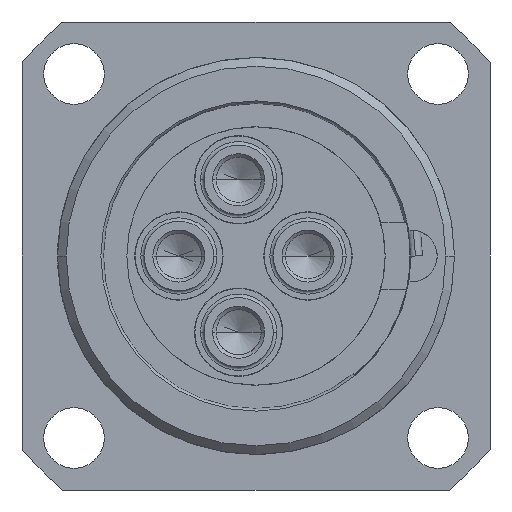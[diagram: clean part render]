
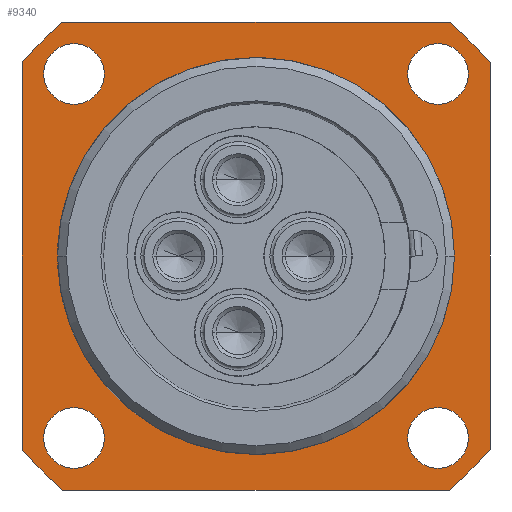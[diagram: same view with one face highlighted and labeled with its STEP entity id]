
A CAD part, left-side view. The second image highlights one B-rep face of the part: STEP entity #9340.
In plain terms, the highlighted planar face has unit normal (-1, 0, 0).
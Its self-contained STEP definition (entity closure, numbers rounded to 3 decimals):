
#1591=CARTESIAN_POINT('',(5.6,0.,0.));
#1592=DIRECTION('',(-1.,0.,0.));
#1593=DIRECTION('',(0.,0.998,-0.061));
#1594=AXIS2_PLACEMENT_3D('',#1591,#1592,#1593);
#1609=DIRECTION('',(0.,1.,0.));
#1610=VECTOR('',#1609,0.19);
#1611=CARTESIAN_POINT('',(5.6,11.239,-0.7));
#1612=LINE('1117',#1611,#1610);
#1626=DIRECTION('',(0.,1.,0.));
#1627=VECTOR('',#1626,0.19);
#1628=CARTESIAN_POINT('',(5.6,11.239,0.7));
#1629=LINE('1116',#1628,#1627);
#1642=DIRECTION('',(0.,0.,1.));
#1643=VECTOR('',#1642,22.271);
#1644=CARTESIAN_POINT('',(5.6,-13.5,-11.136));
#1645=LINE('968',#1644,#1643);
#1646=CARTESIAN_POINT('',(5.6,0.,0.));
#1647=DIRECTION('',(-1.,0.,0.));
#1648=DIRECTION('',(0.,-0.636,-0.771));
#1649=AXIS2_PLACEMENT_3D('',#1646,#1647,#1648);
#1651=DIRECTION('',(0.,-1.,0.));
#1652=VECTOR('',#1651,22.271);
#1653=CARTESIAN_POINT('',(5.6,11.136,-13.5));
#1654=LINE('970',#1653,#1652);
#1655=CARTESIAN_POINT('',(5.6,0.,0.));
#1656=DIRECTION('',(-1.,0.,0.));
#1657=DIRECTION('',(0.,0.771,-0.636));
#1658=AXIS2_PLACEMENT_3D('',#1655,#1656,#1657);
#1660=DIRECTION('',(0.,0.,-1.));
#1661=VECTOR('',#1660,22.271);
#1662=CARTESIAN_POINT('',(5.6,13.5,11.136));
#1663=LINE('972',#1662,#1661);
#1664=CARTESIAN_POINT('',(5.6,0.,0.));
#1665=DIRECTION('',(-1.,0.,0.));
#1666=DIRECTION('',(0.,0.636,0.771));
#1667=AXIS2_PLACEMENT_3D('',#1664,#1665,#1666);
#1669=DIRECTION('',(0.,1.,0.));
#1670=VECTOR('',#1669,22.271);
#1671=CARTESIAN_POINT('',(5.6,-11.136,13.5));
#1672=LINE('974',#1671,#1670);
#1673=CARTESIAN_POINT('',(5.6,0.,0.));
#1674=DIRECTION('',(-1.,0.,0.));
#1675=DIRECTION('',(0.,-0.771,0.636));
#1676=AXIS2_PLACEMENT_3D('',#1673,#1674,#1675);
#1678=CARTESIAN_POINT('',(5.6,10.5,10.5));
#1679=DIRECTION('',(1.,0.,0.));
#1680=DIRECTION('',(0.,1.,0.));
#1681=AXIS2_PLACEMENT_3D('',#1678,#1679,#1680);
#1683=CARTESIAN_POINT('',(5.6,10.5,10.5));
#1684=DIRECTION('',(1.,0.,0.));
#1685=DIRECTION('',(0.,-1.,0.));
#1686=AXIS2_PLACEMENT_3D('',#1683,#1684,#1685);
#1688=CARTESIAN_POINT('',(5.6,10.5,-10.5));
#1689=DIRECTION('',(1.,0.,0.));
#1690=DIRECTION('',(0.,1.,0.));
#1691=AXIS2_PLACEMENT_3D('',#1688,#1689,#1690);
#1693=CARTESIAN_POINT('',(5.6,10.5,-10.5));
#1694=DIRECTION('',(1.,0.,0.));
#1695=DIRECTION('',(0.,-1.,0.));
#1696=AXIS2_PLACEMENT_3D('',#1693,#1694,#1695);
#1698=CARTESIAN_POINT('',(5.6,-10.5,-10.5));
#1699=DIRECTION('',(1.,0.,0.));
#1700=DIRECTION('',(0.,1.,0.));
#1701=AXIS2_PLACEMENT_3D('',#1698,#1699,#1700);
#1703=CARTESIAN_POINT('',(5.6,-10.5,-10.5));
#1704=DIRECTION('',(1.,0.,0.));
#1705=DIRECTION('',(0.,-1.,0.));
#1706=AXIS2_PLACEMENT_3D('',#1703,#1704,#1705);
#1708=CARTESIAN_POINT('',(5.6,-10.5,10.5));
#1709=DIRECTION('',(1.,0.,0.));
#1710=DIRECTION('',(0.,1.,0.));
#1711=AXIS2_PLACEMENT_3D('',#1708,#1709,#1710);
#1713=CARTESIAN_POINT('',(5.6,-10.5,10.5));
#1714=DIRECTION('',(1.,0.,0.));
#1715=DIRECTION('',(0.,-1.,0.));
#1716=AXIS2_PLACEMENT_3D('',#1713,#1714,#1715);
#1718=DIRECTION('',(0.,0.,-1.));
#1719=VECTOR('',#1718,1.4);
#1720=CARTESIAN_POINT('',(5.6,11.239,0.7));
#1721=LINE('1115',#1720,#1719);
#5504=CARTESIAN_POINT('',(5.6,0.,0.));
#5505=DIRECTION('',(-1.,0.,0.));
#5506=DIRECTION('',(0.,-1.,0.));
#5507=AXIS2_PLACEMENT_3D('',#5504,#5505,#5506);
#5598=CARTESIAN_POINT('',(5.6,-13.5,-11.136));
#5599=CARTESIAN_POINT('',(5.6,-13.5,11.136));
#5600=VERTEX_POINT('',#5598);
#5601=VERTEX_POINT('',#5599);
#5602=CARTESIAN_POINT('',(5.6,-11.136,-13.5));
#5603=VERTEX_POINT('',#5602);
#5604=CARTESIAN_POINT('',(5.6,11.136,-13.5));
#5605=VERTEX_POINT('',#5604);
#5606=CARTESIAN_POINT('',(5.6,13.5,-11.136));
#5607=VERTEX_POINT('',#5606);
#5608=CARTESIAN_POINT('',(5.6,13.5,11.136));
#5609=VERTEX_POINT('',#5608);
#5610=CARTESIAN_POINT('',(5.6,11.136,13.5));
#5611=VERTEX_POINT('',#5610);
#5612=CARTESIAN_POINT('',(5.6,-11.136,13.5));
#5613=VERTEX_POINT('',#5612);
#5622=CARTESIAN_POINT('',(5.6,-11.45,0.));
#5623=VERTEX_POINT('',#5622);
#5628=CARTESIAN_POINT('',(5.6,12.25,10.5));
#5629=CARTESIAN_POINT('',(5.6,8.75,10.5));
#5630=VERTEX_POINT('',#5628);
#5631=VERTEX_POINT('',#5629);
#5636=CARTESIAN_POINT('',(5.6,12.25,-10.5));
#5637=CARTESIAN_POINT('',(5.6,8.75,-10.5));
#5638=VERTEX_POINT('',#5636);
#5639=VERTEX_POINT('',#5637);
#5644=CARTESIAN_POINT('',(5.6,-8.75,-10.5));
#5645=CARTESIAN_POINT('',(5.6,-12.25,-10.5));
#5646=VERTEX_POINT('',#5644);
#5647=VERTEX_POINT('',#5645);
#5652=CARTESIAN_POINT('',(5.6,-8.75,10.5));
#5653=CARTESIAN_POINT('',(5.6,-12.25,10.5));
#5654=VERTEX_POINT('',#5652);
#5655=VERTEX_POINT('',#5653);
#5712=CARTESIAN_POINT('',(5.6,11.429,0.7));
#5714=VERTEX_POINT('',#5712);
#5716=CARTESIAN_POINT('',(5.6,11.429,-0.7));
#5718=VERTEX_POINT('',#5716);
#5760=CARTESIAN_POINT('',(5.6,11.239,0.7));
#5761=CARTESIAN_POINT('',(5.6,11.239,-0.7));
#5762=VERTEX_POINT('',#5760);
#5763=VERTEX_POINT('',#5761);
#9285=CARTESIAN_POINT('',(5.6,0.,0.));
#9286=DIRECTION('',(1.,0.,0.));
#9287=DIRECTION('',(0.,0.,-1.));
#9288=AXIS2_PLACEMENT_3D('',#9285,#9286,#9287);
#9289=PLANE('273',#9288);
#9291=ORIENTED_EDGE('968',*,*,#9290,.F.);
#9293=ORIENTED_EDGE('969',*,*,#9292,.F.);
#9295=ORIENTED_EDGE('970',*,*,#9294,.F.);
#9297=ORIENTED_EDGE('971',*,*,#9296,.F.);
#9299=ORIENTED_EDGE('972',*,*,#9298,.F.);
#9301=ORIENTED_EDGE('973',*,*,#9300,.F.);
#9303=ORIENTED_EDGE('974',*,*,#9302,.F.);
#9305=ORIENTED_EDGE('975',*,*,#9304,.F.);
#9306=EDGE_LOOP('273',(#9291,#9293,#9295,#9297,#9299,#9301,#9303,#9305));
#9307=FACE_OUTER_BOUND('273',#9306,.F.);
#9309=ORIENTED_EDGE('991',*,*,#9308,.F.);
#9311=ORIENTED_EDGE('992',*,*,#9310,.F.);
#9312=EDGE_LOOP('273',(#9309,#9311));
#9313=FACE_BOUND('273',#9312,.F.);
#9315=ORIENTED_EDGE('997',*,*,#9314,.F.);
#9317=ORIENTED_EDGE('998',*,*,#9316,.F.);
#9318=EDGE_LOOP('273',(#9315,#9317));
#9319=FACE_BOUND('273',#9318,.F.);
#9321=ORIENTED_EDGE('1003',*,*,#9320,.F.);
#9323=ORIENTED_EDGE('1004',*,*,#9322,.F.);
#9324=EDGE_LOOP('273',(#9321,#9323));
#9325=FACE_BOUND('273',#9324,.F.);
#9327=ORIENTED_EDGE('1009',*,*,#9326,.F.);
#9329=ORIENTED_EDGE('1010',*,*,#9328,.F.);
#9330=EDGE_LOOP('273',(#9327,#9329));
#9331=FACE_BOUND('273',#9330,.F.);
#9332=ORIENTED_EDGE('1115',*,*,#9272,.T.);
#9333=ORIENTED_EDGE('1117',*,*,#9203,.T.);
#9334=ORIENTED_EDGE('1067',*,*,#9179,.T.);
#9336=ORIENTED_EDGE('1066',*,*,#9335,.T.);
#9337=ORIENTED_EDGE('1116',*,*,#9247,.F.);
#9338=EDGE_LOOP('273',(#9332,#9333,#9334,#9336,#9337));
#9339=FACE_BOUND('273',#9338,.F.);
#1595=CIRCLE('1067',#1594,11.45);
#1650=CIRCLE('969',#1649,17.5);
#1659=CIRCLE('971',#1658,17.5);
#1668=CIRCLE('973',#1667,17.5);
#1677=CIRCLE('975',#1676,17.5);
#1682=CIRCLE('991',#1681,1.75);
#1687=CIRCLE('992',#1686,1.75);
#1692=CIRCLE('997',#1691,1.75);
#1697=CIRCLE('998',#1696,1.75);
#1702=CIRCLE('1003',#1701,1.75);
#1707=CIRCLE('1004',#1706,1.75);
#1712=CIRCLE('1009',#1711,1.75);
#1717=CIRCLE('1010',#1716,1.75);
#5508=CIRCLE('1066',#5507,11.45);
#9179=EDGE_CURVE('1067',#5718,#5623,#1595,.T.);
#9203=EDGE_CURVE('1117',#5763,#5718,#1612,.T.);
#9247=EDGE_CURVE('1116',#5762,#5714,#1629,.T.);
#9272=EDGE_CURVE('1115',#5762,#5763,#1721,.T.);
#9290=EDGE_CURVE('968',#5600,#5601,#1645,.T.);
#9292=EDGE_CURVE('969',#5603,#5600,#1650,.T.);
#9294=EDGE_CURVE('970',#5605,#5603,#1654,.T.);
#9296=EDGE_CURVE('971',#5607,#5605,#1659,.T.);
#9298=EDGE_CURVE('972',#5609,#5607,#1663,.T.);
#9300=EDGE_CURVE('973',#5611,#5609,#1668,.T.);
#9302=EDGE_CURVE('974',#5613,#5611,#1672,.T.);
#9304=EDGE_CURVE('975',#5601,#5613,#1677,.T.);
#9308=EDGE_CURVE('991',#5630,#5631,#1682,.T.);
#9310=EDGE_CURVE('992',#5631,#5630,#1687,.T.);
#9314=EDGE_CURVE('997',#5638,#5639,#1692,.T.);
#9316=EDGE_CURVE('998',#5639,#5638,#1697,.T.);
#9320=EDGE_CURVE('1003',#5646,#5647,#1702,.T.);
#9322=EDGE_CURVE('1004',#5647,#5646,#1707,.T.);
#9326=EDGE_CURVE('1009',#5654,#5655,#1712,.T.);
#9328=EDGE_CURVE('1010',#5655,#5654,#1717,.T.);
#9335=EDGE_CURVE('1066',#5623,#5714,#5508,.T.);
#9340=ADVANCED_FACE('273',(#9307,#9313,#9319,#9325,#9331,#9339),#9289,.F.);
